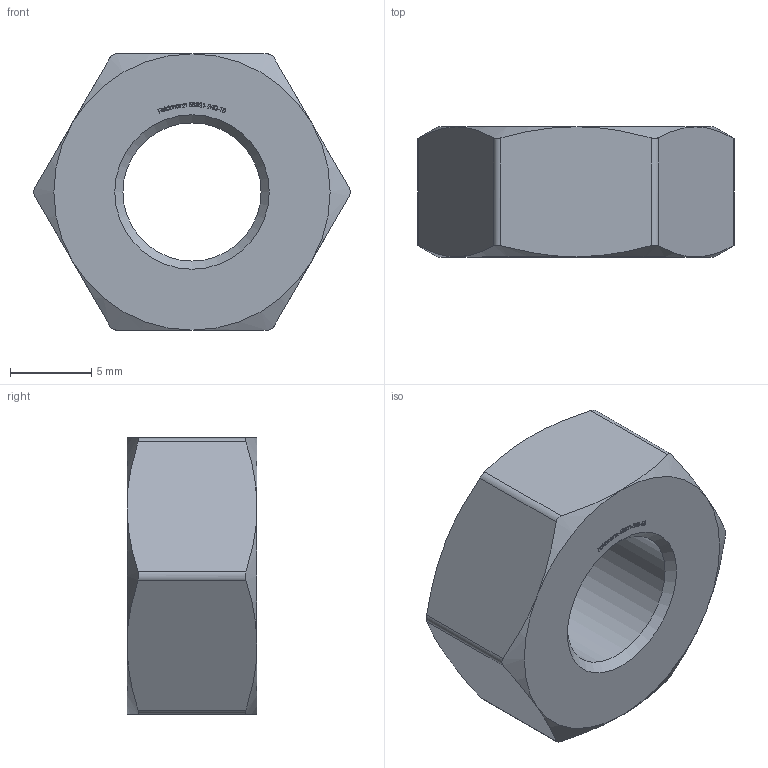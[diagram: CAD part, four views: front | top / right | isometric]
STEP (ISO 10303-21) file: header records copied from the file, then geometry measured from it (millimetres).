
FILE_DESCRIPTION (( 'STEP AP203' ), '1' );
FILE_NAME ('58321-240-10.step', '2019-12-19T11:50:21', ( '' ), ( '' ), 'SwSTEP 2.0', 'SolidWorks 2015', '' );
FILE_SCHEMA (( 'CONFIG_CONTROL_DESIGN' ));
Length unit declared in the file: millimetre
Products named in the file (2): 58321-240-10
Bounding box: 19.47 x 8 x 17 mm (x, y, z)
Volume: 1530.1 mm3; surface area: 1033.3 mm2
Topology: 1 solids, 1 shells, 282 faces, 744 edges, 494 vertices
Faces by surface type: plane 144, bspline 117, cone 14, cylinder 7
Full cylindrical faces by diameter (mm): 8.5 x1
Entity records: 15939 total; most frequent: CARTESIAN_POINT 9683, ORIENTED_EDGE 1478, DIRECTION 819, EDGE_CURVE 739, VERTEX_POINT 490, VECTOR 453, LINE 453, EDGE_LOOP 315
